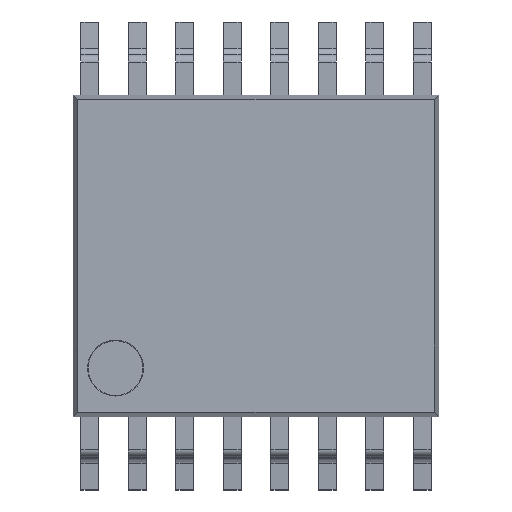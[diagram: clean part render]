
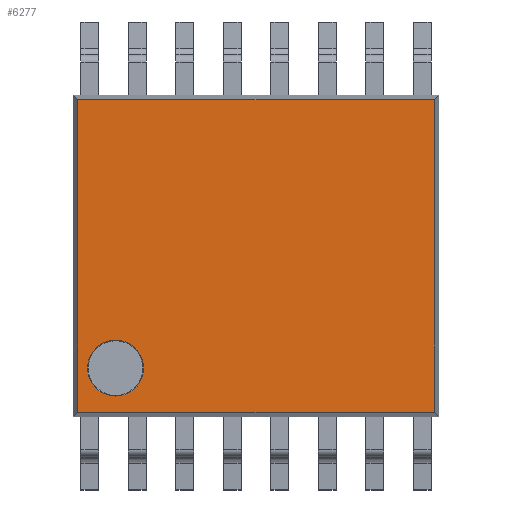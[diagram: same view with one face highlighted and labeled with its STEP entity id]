
A CAD part, top view. The second image highlights one B-rep face of the part: STEP entity #6277.
In plain terms, the highlighted planar face has unit normal (0, 0, 1).
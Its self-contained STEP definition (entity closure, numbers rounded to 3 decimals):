
#462=CARTESIAN_POINT('Vertex',(-2.438,2.138,0.875)) ;
#465=CARTESIAN_POINT('Line Origine',(0.,2.138,0.875)) ;
#469=CARTESIAN_POINT('Vertex',(2.438,2.138,0.875)) ;
#619=CARTESIAN_POINT('Vertex',(-2.438,-2.138,0.875)) ;
#622=CARTESIAN_POINT('Line Origine',(-2.438,0.,0.875)) ;
#649=CARTESIAN_POINT('Vertex',(2.438,-2.138,0.875)) ;
#652=CARTESIAN_POINT('Line Origine',(0.,-2.138,0.875)) ;
#802=CARTESIAN_POINT('Line Origine',(2.438,0.,0.875)) ;
#6248=CARTESIAN_POINT('Axis2P3D Location',(0.,0.,0.875)) ;
#6259=CARTESIAN_POINT('Axis2P3D Location',(-1.922,-1.536,0.875)) ;
#6263=CARTESIAN_POINT('Vertex',(-1.539,-1.536,0.875)) ;
#6265=CARTESIAN_POINT('Vertex',(-2.305,-1.536,0.875)) ;
#6268=CARTESIAN_POINT('Axis2P3D Location',(-1.922,-1.536,0.875)) ;
#466=DIRECTION('Vector Direction',(-1.,0.,0.)) ;
#623=DIRECTION('Vector Direction',(0.,-1.,0.)) ;
#653=DIRECTION('Vector Direction',(1.,0.,0.)) ;
#803=DIRECTION('Vector Direction',(0.,1.,0.)) ;
#6249=DIRECTION('Axis2P3D Direction',(0.,0.,1.)) ;
#6250=DIRECTION('Axis2P3D XDirection',(1.,0.,0.)) ;
#6260=DIRECTION('Axis2P3D Direction',(0.,0.,1.)) ;
#6269=DIRECTION('Axis2P3D Direction',(0.,0.,1.)) ;
#6251=AXIS2_PLACEMENT_3D('Plane Axis2P3D',#6248,#6249,#6250) ;
#6261=AXIS2_PLACEMENT_3D('Circle Axis2P3D',#6259,#6260,$) ;
#6270=AXIS2_PLACEMENT_3D('Circle Axis2P3D',#6268,#6269,$) ;
#6254=ORIENTED_EDGE('',*,*,#471,.T.) ;
#6255=ORIENTED_EDGE('',*,*,#626,.T.) ;
#6256=ORIENTED_EDGE('',*,*,#656,.T.) ;
#6257=ORIENTED_EDGE('',*,*,#806,.T.) ;
#6274=ORIENTED_EDGE('',*,*,#6267,.F.) ;
#6275=ORIENTED_EDGE('',*,*,#6272,.F.) ;
#6276=FACE_BOUND('',#6273,.T.) ;
#467=VECTOR('Line Direction',#466,1.) ;
#624=VECTOR('Line Direction',#623,1.) ;
#654=VECTOR('Line Direction',#653,1.) ;
#804=VECTOR('Line Direction',#803,1.) ;
#6277=ADVANCED_FACE('PartBody',(#6258,#6276),#6252,.T.) ;
#6262=CIRCLE('generated circle',#6261,0.383) ;
#6271=CIRCLE('generated circle',#6270,0.383) ;
#471=EDGE_CURVE('',#470,#463,#468,.T.) ;
#626=EDGE_CURVE('',#463,#620,#625,.T.) ;
#656=EDGE_CURVE('',#620,#650,#655,.T.) ;
#806=EDGE_CURVE('',#650,#470,#805,.T.) ;
#6267=EDGE_CURVE('',#6264,#6266,#6262,.T.) ;
#6272=EDGE_CURVE('',#6266,#6264,#6271,.T.) ;
#6253=EDGE_LOOP('',(#6254,#6255,#6256,#6257)) ;
#6273=EDGE_LOOP('',(#6274,#6275)) ;
#6258=FACE_OUTER_BOUND('',#6253,.T.) ;
#468=LINE('Line',#465,#467) ;
#625=LINE('Line',#622,#624) ;
#655=LINE('Line',#652,#654) ;
#805=LINE('Line',#802,#804) ;
#6252=PLANE('',#6251) ;
#463=VERTEX_POINT('',#462) ;
#470=VERTEX_POINT('',#469) ;
#620=VERTEX_POINT('',#619) ;
#650=VERTEX_POINT('',#649) ;
#6264=VERTEX_POINT('',#6263) ;
#6266=VERTEX_POINT('',#6265) ;
